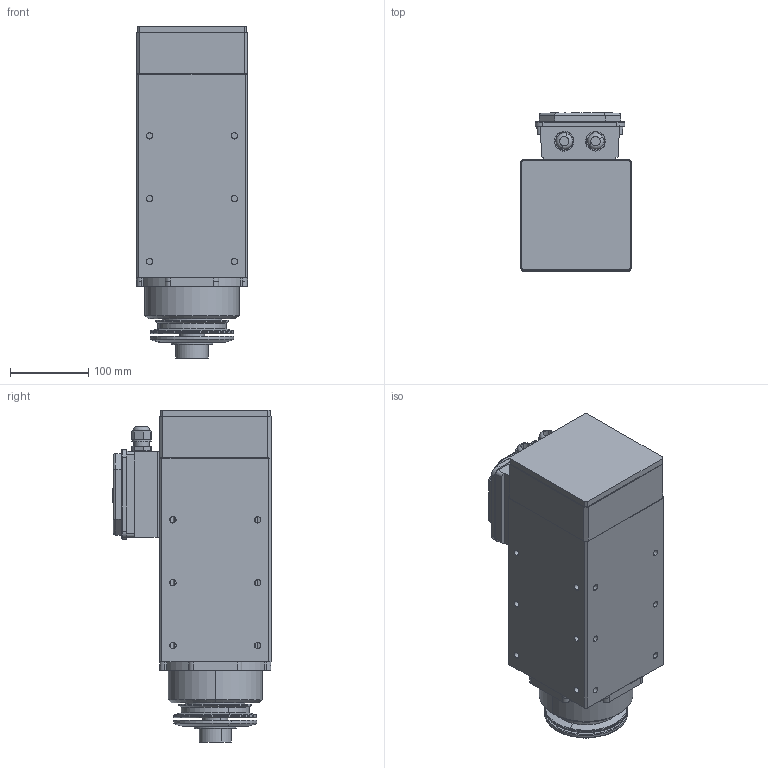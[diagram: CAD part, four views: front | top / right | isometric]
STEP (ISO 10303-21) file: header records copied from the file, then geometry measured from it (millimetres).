
FILE_DESCRIPTION (( 'STEP AP214' ), '1' );
FILE_NAME ('GDF71-6Z-5.8-4P.STEP', '2021-05-18T05:56:31', ( '萇齟' ), ( '' ), 'SwSTEP 2.0', 'SolidWorks 2018', '' );
FILE_SCHEMA (( 'AUTOMOTIVE_DESIGN' ));
Length unit declared in the file: millimetre
Products named in the file (8): GDF7-3Z-5.8儂褲; 萇埭羲壽M16; GDF7-3Z-5.8儂裔; GDF71-6Z-5.8-4P; GDF71-3Z-5.8堤盄碟裔; GDF71-3Z-5.8堤盄碟菁; GDF71-6Z-5.8-4P儂裔; GDF7-3Z-5.8f瑞欶
Assembly tree (8 placements, depth 2):
  GDF71-6Z-5.8-4P
    GDF7-3Z-5.8儂褲
    GDF7-3Z-5.8f瑞欶
    GDF7-3Z-5.8儂裔
    GDF71-6Z-5.8-4P儂裔
    GDF71-3Z-5.8堤盄碟裔
    GDF71-3Z-5.8堤盄碟菁
    萇埭羲壽M16  x2
Bounding box: 142 x 201.4 x 423 mm (x, y, z)
Volume: 3432276.2 mm3; surface area: 704437.1 mm2
Topology: 9 solids, 9 shells, 844 faces, 2290 edges, 1473 vertices
Faces by surface type: plane 392, cylinder 380, torus 32, cone 32, bspline 8
Entity records: 26639 total; most frequent: CARTESIAN_POINT 5755, ORIENTED_EDGE 4340, DIRECTION 4282, EDGE_CURVE 2170, AXIS2_PLACEMENT_3D 1520, VERTEX_POINT 1407, VECTOR 1242, LINE 1242
